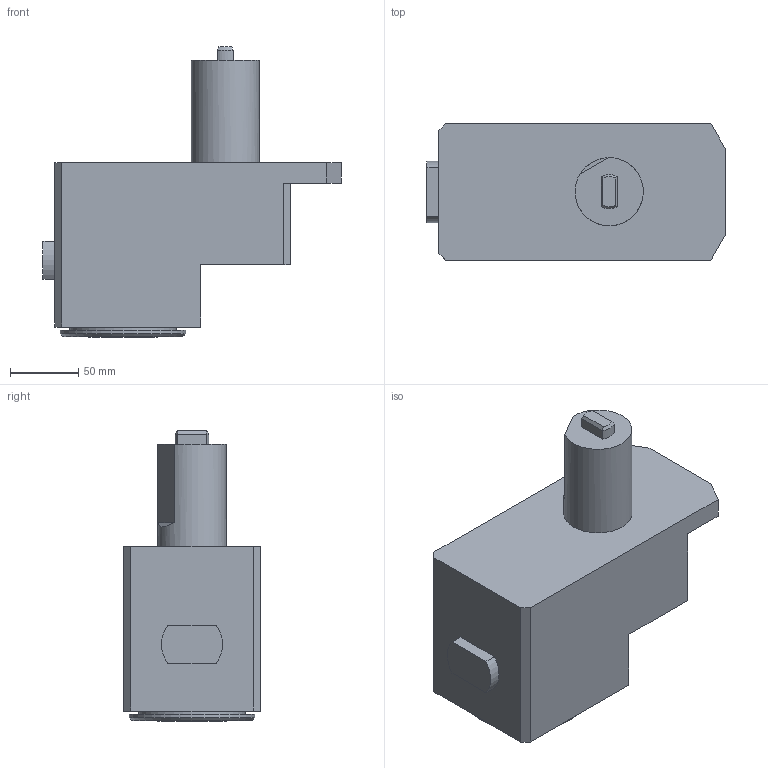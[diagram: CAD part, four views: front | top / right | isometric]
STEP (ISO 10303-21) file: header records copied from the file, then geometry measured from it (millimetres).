
FILE_DESCRIPTION(/* description */ (''),/* implementation_level */ '2;1');
FILE_NAME(/* name */ '1533820946868.stp',/* time_stamp */ '2018-08-09T15:22:33+02:00',/* author */ (''),/* organization */ ('SMS'),/* preprocessor_version */ 'ST-DEVELOPER v15',/* originating_system */ 'SIEMENS PLM Software NX 8.5',/* authorisation */ '');
FILE_SCHEMA (('AUTOMOTIVE_DESIGN { 1 0 10303 214 3 1 1 1 }'));
Length unit declared in the file: millimetre
Products named in the file (1): 201816858mod000_00
Bounding box: 218.7 x 100 x 213 mm (x, y, z)
Volume: 2004160.8 mm3; surface area: 123252.6 mm2
Topology: 1 solids, 1 shells, 52 faces, 122 edges, 81 vertices
Faces by surface type: plane 33, cylinder 10, cone 9
Full cylindrical faces by diameter (mm): 3 x1, 39.2 x1, 50 x2, 78 x1, 92 x1
Entity records: 1524 total; most frequent: CARTESIAN_POINT 311, DIRECTION 252, ORIENTED_EDGE 220, EDGE_CURVE 110, AXIS2_PLACEMENT_3D 91, VERTEX_POINT 76, LINE 70, VECTOR 70
